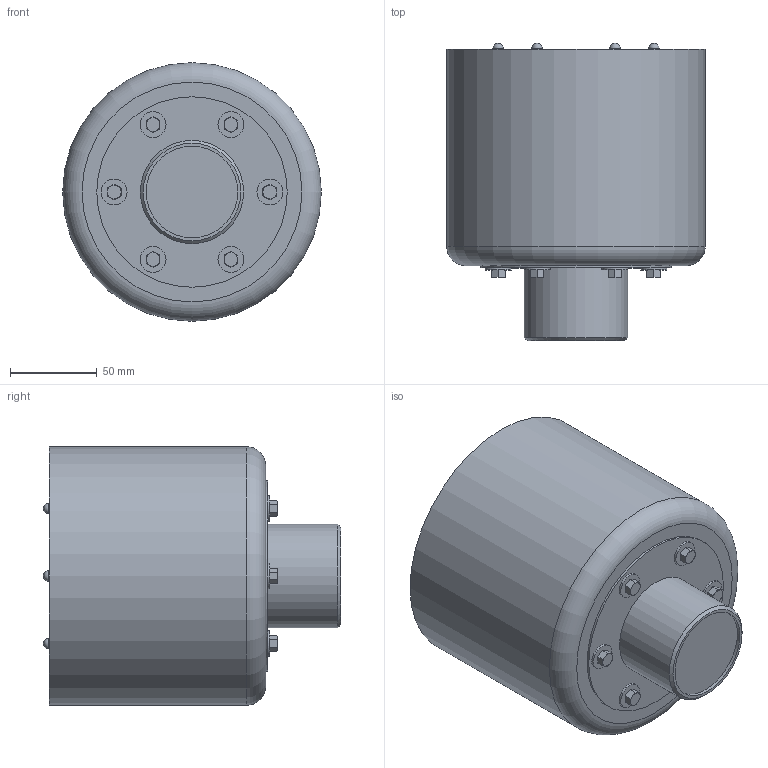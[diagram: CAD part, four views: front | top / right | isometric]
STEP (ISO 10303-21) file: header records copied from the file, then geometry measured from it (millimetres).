
FILE_DESCRIPTION(/* description */ (''),/* implementation_level */ '2;1');
FILE_NAME(/* name */ 'sdh_20.stp',/* time_stamp */ '2016-08-16T13:43:05+02:00',/* author */ ('leitheußer'),/* organization */ (''),/* preprocessor_version */ 'ST-DEVELOPER v15.6',/* originating_system */ 'Autodesk Inventor LT ',/* authorisation */ '');
FILE_SCHEMA (('AUTOMOTIVE_DESIGN { 1 0 10303 214 3 1 1 }'));
Length unit declared in the file: millimetre
Products named in the file (1): 391_112
Bounding box: 149.4 x 171.7 x 149.4 mm (x, y, z)
Volume: 2161055.7 mm3; surface area: 111622.5 mm2
Topology: 1 solids, 7 shells, 784 faces, 1522 edges, 980 vertices
Faces by surface type: plane 314, cylinder 312, cone 145, sphere 6, bspline 6, torus 1
Full cylindrical faces by diameter (mm): 4 x6, 6 x211, 15 x6, 53 x1, 59.61 x1, 110 x1, 147 x1, 149.4 x1
Entity records: 21268 total; most frequent: CARTESIAN_POINT 6027, DIRECTION 3326, ORIENTED_EDGE 2548, AXIS2_PLACEMENT_3D 1567, EDGE_CURVE 1274, EDGE_LOOP 1248, VERTEX_POINT 968, CIRCLE 788
